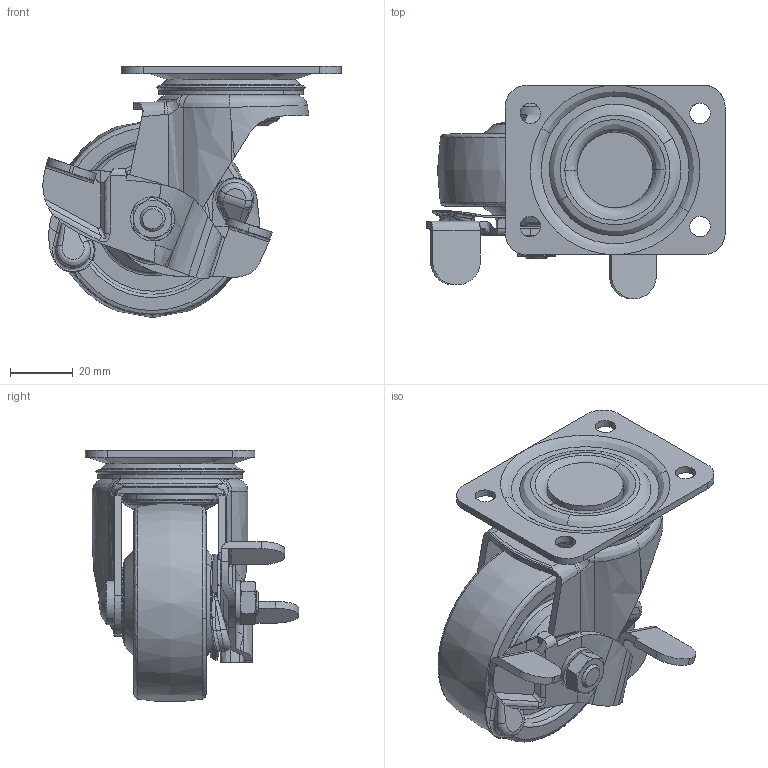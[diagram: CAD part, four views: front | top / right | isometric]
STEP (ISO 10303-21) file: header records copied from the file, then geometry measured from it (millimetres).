
FILE_DESCRIPTION((''),'2;1');
FILE_NAME('','2009-03-21T11:13:34',(''),(''),'','CADfix','');
FILE_SCHEMA(('AUTOMOTIVE_DESIGN { 1 0 10303 214 1 1 1 1 }'));
Bounding box: 94.9 x 67.94 x 79.9 mm (x, y, z)
Volume: 108543.6 mm3; surface area: 47059.8 mm2
Topology: 7 solids, 7 shells, 474 faces, 1504 edges, 1063 vertices
Faces by surface type: bspline 474
Entity records: 45593 total; most frequent: CARTESIAN_POINT 36807, ORIENTED_EDGE 3008, EDGE_CURVE 1504, VERTEX_POINT 1063, B_SPLINE_CURVE_WITH_KNOTS 1007, EDGE_LOOP 515, FACE_OUTER_BOUND 474, ADVANCED_FACE 474
